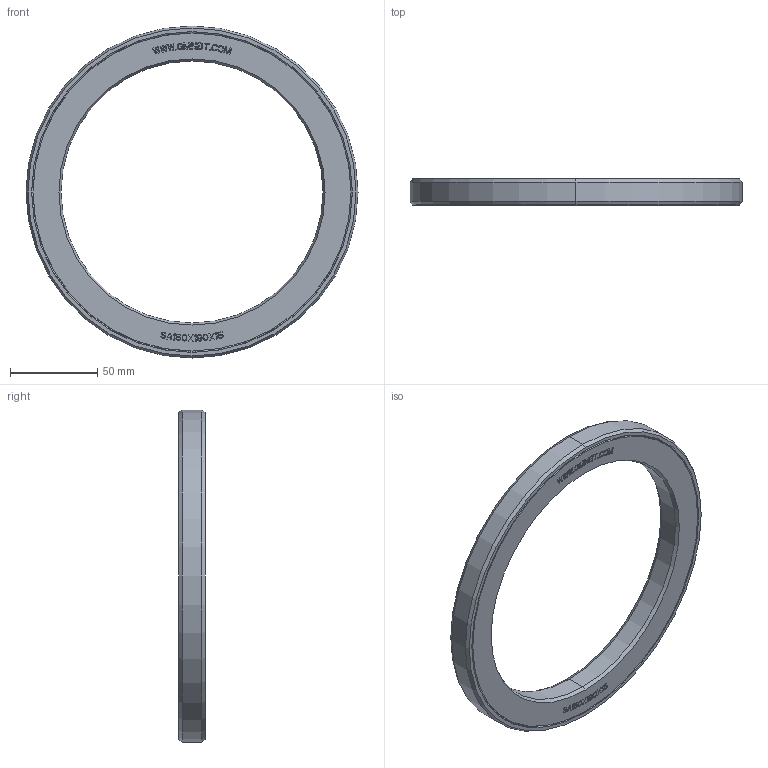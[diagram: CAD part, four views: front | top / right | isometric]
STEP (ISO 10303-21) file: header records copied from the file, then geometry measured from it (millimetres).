
FILE_DESCRIPTION((''),'2;1');
FILE_NAME('SA150X190X15_PRT','2014-11-17T',('sales 4'),(''),'PRO/ENGINEER BY PARAMETRIC TECHNOLOGY CORPORATION, 2013150','PRO/ENGINEER BY PARAMETRIC TECHNOLOGY CORPORATION, 2013150','');
FILE_SCHEMA(('AUTOMOTIVE_DESIGN { 1 0 10303 214 1 1 1 1 }'));
Length unit declared in the file: millimetre
Products named in the file (1): SA150X190X15_PRT
Bounding box: 190 x 15.07 x 190 mm (x, y, z)
Volume: 150951.7 mm3; surface area: 65539.7 mm2
Topology: 2 solids, 2 shells, 718 faces, 1987 edges, 1305 vertices
Faces by surface type: plane 633, cone 38, torus 34, cylinder 13
Entity records: 29685 total; most frequent: CARTESIAN_POINT 4345, ORIENTED_EDGE 3974, DIRECTION 3477, PRESENTATION_STYLE_ASSIGNMENT 2086, STYLED_ITEM 1989, CURVE_STYLE 1987, EDGE_CURVE 1987, VECTOR 1819
